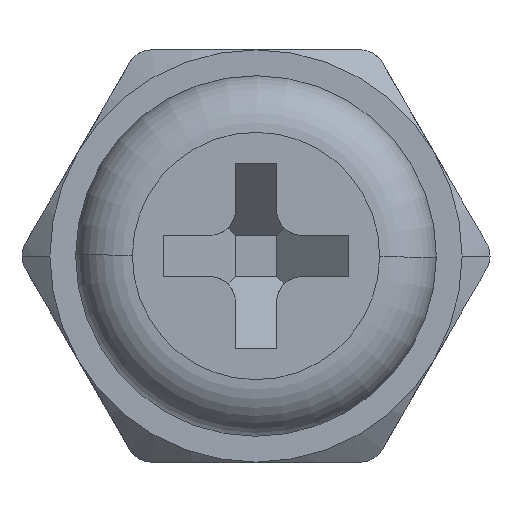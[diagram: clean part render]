
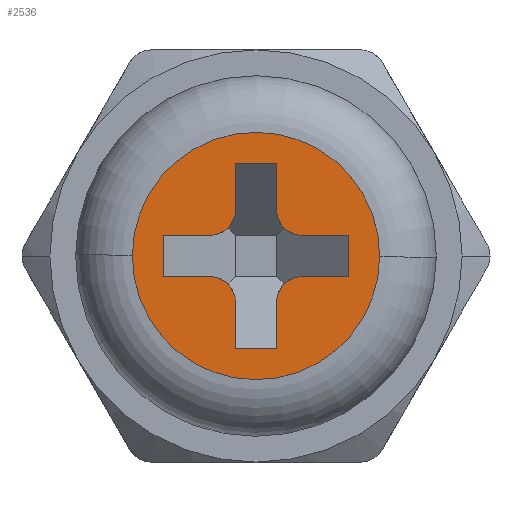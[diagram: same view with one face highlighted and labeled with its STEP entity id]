
A CAD part, front view. The second image highlights one B-rep face of the part: STEP entity #2536.
In plain terms, the highlighted planar face has unit normal (0, -1, 0).
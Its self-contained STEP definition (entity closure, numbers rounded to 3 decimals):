
#752=CARTESIAN_POINT('',(0.,-7.2,0.));
#753=DIRECTION('',(0.,-1.,0.));
#754=DIRECTION('',(-1.,0.,0.007));
#755=AXIS2_PLACEMENT_3D('',#752,#753,#754);
#784=CARTESIAN_POINT('',(0.,-7.2,0.));
#785=DIRECTION('',(0.,-1.,0.));
#786=DIRECTION('',(1.,0.,-0.007));
#787=AXIS2_PLACEMENT_3D('',#784,#785,#786);
#816=DIRECTION('',(0.,0.,1.));
#817=VECTOR('',#816,0.9);
#818=CARTESIAN_POINT('',(-0.4,-7.2,0.9));
#819=LINE('',#818,#817);
#823=CARTESIAN_POINT('',(-0.9,-7.2,0.9));
#824=DIRECTION('',(0.,-1.,0.));
#825=DIRECTION('',(0.,0.,-1.));
#826=AXIS2_PLACEMENT_3D('',#823,#824,#825);
#831=DIRECTION('',(0.,0.,1.));
#832=VECTOR('',#831,0.8);
#833=CARTESIAN_POINT('',(-1.8,-7.2,-0.4));
#834=LINE('',#833,#832);
#838=DIRECTION('',(-1.,0.,0.));
#839=VECTOR('',#838,0.9);
#840=CARTESIAN_POINT('',(-0.9,-7.2,-0.4));
#841=LINE('',#840,#839);
#845=CARTESIAN_POINT('',(-0.9,-7.2,-0.9));
#846=DIRECTION('',(0.,-1.,0.));
#847=DIRECTION('',(1.,0.,0.));
#848=AXIS2_PLACEMENT_3D('',#845,#846,#847);
#853=DIRECTION('',(0.,0.,1.));
#854=VECTOR('',#853,0.9);
#855=CARTESIAN_POINT('',(-0.4,-7.2,-1.8));
#856=LINE('',#855,#854);
#860=DIRECTION('',(-1.,0.,0.));
#861=VECTOR('',#860,0.8);
#862=CARTESIAN_POINT('',(0.4,-7.2,-1.8));
#863=LINE('',#862,#861);
#867=DIRECTION('',(0.,0.,-1.));
#868=VECTOR('',#867,0.9);
#869=CARTESIAN_POINT('',(0.4,-7.2,-0.9));
#870=LINE('',#869,#868);
#874=CARTESIAN_POINT('',(0.9,-7.2,-0.9));
#875=DIRECTION('',(0.,-1.,0.));
#876=DIRECTION('',(0.,0.,1.));
#877=AXIS2_PLACEMENT_3D('',#874,#875,#876);
#882=DIRECTION('',(-1.,0.,0.));
#883=VECTOR('',#882,0.9);
#884=CARTESIAN_POINT('',(1.8,-7.2,-0.4));
#885=LINE('',#884,#883);
#889=DIRECTION('',(0.,0.,-1.));
#890=VECTOR('',#889,0.8);
#891=CARTESIAN_POINT('',(1.8,-7.2,0.4));
#892=LINE('',#891,#890);
#896=CARTESIAN_POINT('',(0.9,-7.2,0.9));
#897=DIRECTION('',(0.,-1.,0.));
#898=DIRECTION('',(-1.,0.,0.));
#899=AXIS2_PLACEMENT_3D('',#896,#897,#898);
#904=DIRECTION('',(0.,0.,-1.));
#905=VECTOR('',#904,0.9);
#906=CARTESIAN_POINT('',(0.4,-7.2,1.8));
#907=LINE('',#906,#905);
#911=DIRECTION('',(1.,0.,0.));
#912=VECTOR('',#911,0.8);
#913=CARTESIAN_POINT('',(-0.4,-7.2,1.8));
#914=LINE('',#913,#912);
#1129=DIRECTION('',(-1.,0.,0.));
#1130=VECTOR('',#1129,0.9);
#1131=CARTESIAN_POINT('',(1.8,-7.2,0.4));
#1132=LINE('',#1131,#1130);
#1210=DIRECTION('',(-1.,0.,0.));
#1211=VECTOR('',#1210,0.9);
#1212=CARTESIAN_POINT('',(-0.9,-7.2,0.4));
#1213=LINE('',#1212,#1211);
#1656=CARTESIAN_POINT('',(-1.8,-7.2,0.4));
#1658=VERTEX_POINT('',#1656);
#1659=CARTESIAN_POINT('',(-1.8,-7.2,-0.4));
#1660=VERTEX_POINT('',#1659);
#1666=CARTESIAN_POINT('',(-0.9,-7.2,-0.4));
#1667=VERTEX_POINT('',#1666);
#1668=CARTESIAN_POINT('',(-0.4,-7.2,-0.9));
#1669=VERTEX_POINT('',#1668);
#1670=CARTESIAN_POINT('',(0.4,-7.2,-1.8));
#1671=CARTESIAN_POINT('',(-0.4,-7.2,-1.8));
#1672=VERTEX_POINT('',#1670);
#1673=VERTEX_POINT('',#1671);
#1685=CARTESIAN_POINT('',(0.9,-7.2,-0.4));
#1687=VERTEX_POINT('',#1685);
#1689=CARTESIAN_POINT('',(0.4,-7.2,-0.9));
#1690=VERTEX_POINT('',#1689);
#1691=CARTESIAN_POINT('',(1.8,-7.2,-0.4));
#1692=VERTEX_POINT('',#1691);
#1695=CARTESIAN_POINT('',(1.8,-7.2,0.4));
#1696=VERTEX_POINT('',#1695);
#1716=CARTESIAN_POINT('',(0.9,-7.2,0.4));
#1717=VERTEX_POINT('',#1716);
#1718=CARTESIAN_POINT('',(-0.9,-7.2,0.4));
#1719=VERTEX_POINT('',#1718);
#1720=CARTESIAN_POINT('',(0.4,-7.2,0.9));
#1721=VERTEX_POINT('',#1720);
#1722=CARTESIAN_POINT('',(0.4,-7.2,1.8));
#1723=VERTEX_POINT('',#1722);
#1724=CARTESIAN_POINT('',(-0.4,-7.2,1.8));
#1725=VERTEX_POINT('',#1724);
#1726=CARTESIAN_POINT('',(-0.4,-7.2,0.9));
#1727=VERTEX_POINT('',#1726);
#1788=CARTESIAN_POINT('',(-2.4,-7.2,0.016));
#1789=CARTESIAN_POINT('',(2.4,-7.2,-0.016));
#1790=VERTEX_POINT('',#1788);
#1791=VERTEX_POINT('',#1789);
#2493=CARTESIAN_POINT('',(0.,-7.2,0.));
#2494=DIRECTION('',(0.,-1.,0.));
#2495=DIRECTION('',(1.,0.,0.));
#2496=AXIS2_PLACEMENT_3D('',#2493,#2494,#2495);
#2497=PLANE('',#2496);
#2498=ORIENTED_EDGE('',*,*,#2470,.F.);
#2499=ORIENTED_EDGE('',*,*,#2485,.F.);
#2500=EDGE_LOOP('',(#2498,#2499));
#2501=FACE_OUTER_BOUND('',#2500,.F.);
#2503=ORIENTED_EDGE('',*,*,#2502,.F.);
#2505=ORIENTED_EDGE('',*,*,#2504,.F.);
#2507=ORIENTED_EDGE('',*,*,#2506,.T.);
#2509=ORIENTED_EDGE('',*,*,#2508,.F.);
#2511=ORIENTED_EDGE('',*,*,#2510,.F.);
#2513=ORIENTED_EDGE('',*,*,#2512,.F.);
#2515=ORIENTED_EDGE('',*,*,#2514,.F.);
#2517=ORIENTED_EDGE('',*,*,#2516,.F.);
#2519=ORIENTED_EDGE('',*,*,#2518,.F.);
#2521=ORIENTED_EDGE('',*,*,#2520,.F.);
#2523=ORIENTED_EDGE('',*,*,#2522,.F.);
#2525=ORIENTED_EDGE('',*,*,#2524,.F.);
#2527=ORIENTED_EDGE('',*,*,#2526,.T.);
#2529=ORIENTED_EDGE('',*,*,#2528,.F.);
#2531=ORIENTED_EDGE('',*,*,#2530,.F.);
#2533=ORIENTED_EDGE('',*,*,#2532,.F.);
#2534=EDGE_LOOP('',(#2503,#2505,#2507,#2509,#2511,#2513,#2515,#2517,#2519,#2521,
#2523,#2525,#2527,#2529,#2531,#2533));
#2535=FACE_BOUND('',#2534,.F.);
#2536=ADVANCED_FACE('',(#2501,#2535),#2497,.T.);
#756=CIRCLE('',#755,2.4);
#788=CIRCLE('',#787,2.4);
#827=CIRCLE('',#826,0.5);
#849=CIRCLE('',#848,0.5);
#878=CIRCLE('',#877,0.5);
#900=CIRCLE('',#899,0.5);
#2470=EDGE_CURVE('',#1790,#1791,#756,.T.);
#2485=EDGE_CURVE('',#1791,#1790,#788,.T.);
#2502=EDGE_CURVE('',#1727,#1725,#819,.T.);
#2504=EDGE_CURVE('',#1719,#1727,#827,.T.);
#2506=EDGE_CURVE('',#1719,#1658,#1213,.T.);
#2508=EDGE_CURVE('',#1660,#1658,#834,.T.);
#2510=EDGE_CURVE('',#1667,#1660,#841,.T.);
#2512=EDGE_CURVE('',#1669,#1667,#849,.T.);
#2514=EDGE_CURVE('',#1673,#1669,#856,.T.);
#2516=EDGE_CURVE('',#1672,#1673,#863,.T.);
#2518=EDGE_CURVE('',#1690,#1672,#870,.T.);
#2520=EDGE_CURVE('',#1687,#1690,#878,.T.);
#2522=EDGE_CURVE('',#1692,#1687,#885,.T.);
#2524=EDGE_CURVE('',#1696,#1692,#892,.T.);
#2526=EDGE_CURVE('',#1696,#1717,#1132,.T.);
#2528=EDGE_CURVE('',#1721,#1717,#900,.T.);
#2530=EDGE_CURVE('',#1723,#1721,#907,.T.);
#2532=EDGE_CURVE('',#1725,#1723,#914,.T.);
